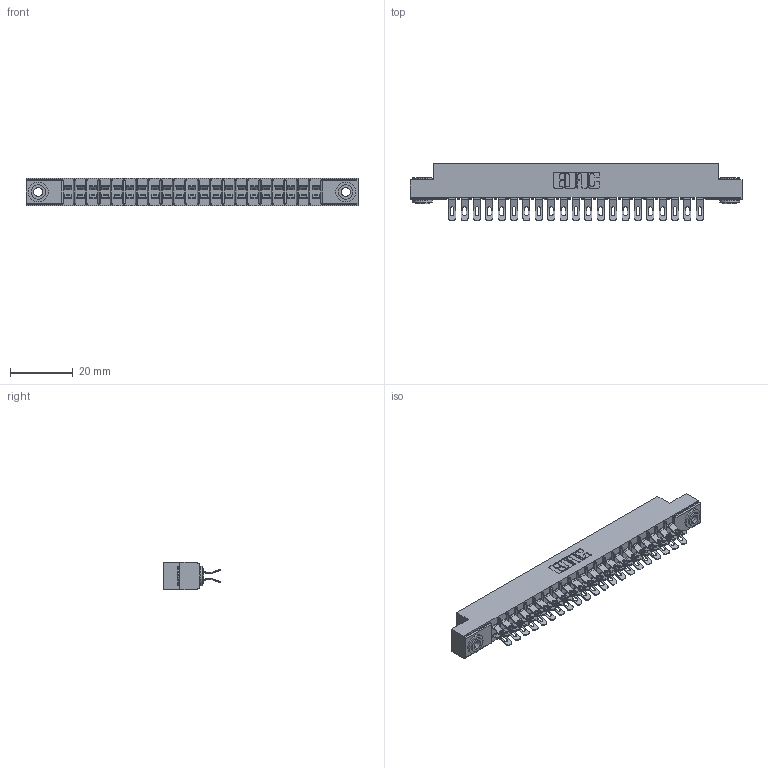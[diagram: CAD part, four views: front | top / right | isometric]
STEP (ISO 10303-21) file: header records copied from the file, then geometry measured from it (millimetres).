
FILE_DESCRIPTION (( 'STEP AP203' ), '1' );
FILE_NAME ('315-042-555-203.STEP', '2019-09-10T17:36:15', ( '' ), ( '' ), 'SwSTEP 2.0', 'SolidWorks 2016', '' );
FILE_SCHEMA (( 'CONFIG_CONTROL_DESIGN' ));
Length unit declared in the file: inch
Products named in the file (4): 315-042-555-203; 345-250-002_345-250-002-102; 305-290-001_555; 305 Part_.156 Dia
Assembly tree (45 placements, depth 2):
  315-042-555-203
    305 Part_.156 Dia
    305-290-001_555  x42
    345-250-002_345-250-002-102  x2
Bounding box: 106.22 x 18.41 x 8.71 mm (x, y, z)
Volume: 6792.8 mm3; surface area: 13716.9 mm2
Topology: 45 solids, 45 shells, 2940 faces, 8723 edges, 5698 vertices
Faces by surface type: plane 1436, cylinder 1412, sphere 84, cone 8
Entity records: 26983 total; most frequent: CARTESIAN_POINT 4464, ORIENTED_EDGE 4410, DIRECTION 4345, EDGE_CURVE 2205, LINE 1731, VECTOR 1731, VERTEX_POINT 1410, AXIS2_PLACEMENT_3D 1307
